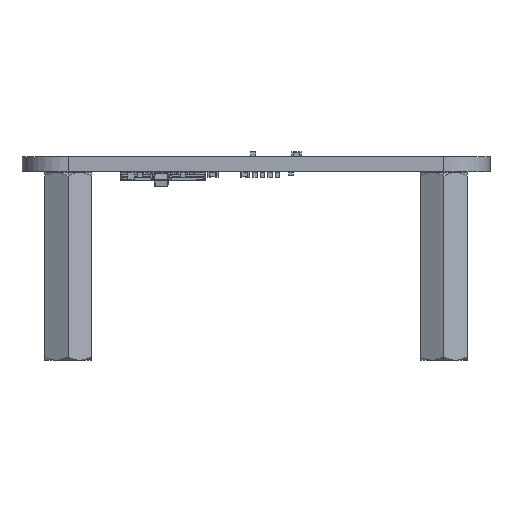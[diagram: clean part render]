
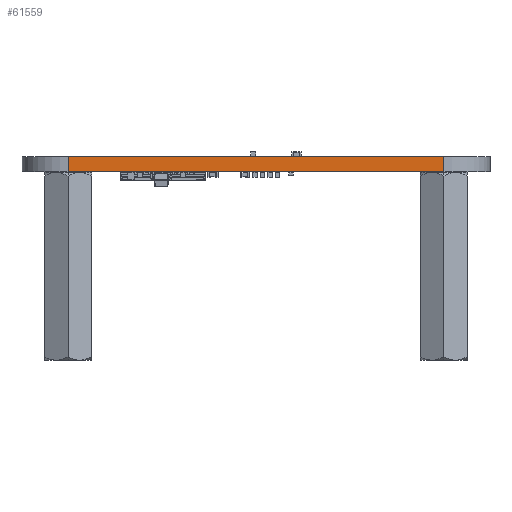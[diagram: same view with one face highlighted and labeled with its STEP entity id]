
A CAD part, left-side view. The second image highlights one B-rep face of the part: STEP entity #61559.
In plain terms, the highlighted planar face has unit normal (-1, 0, 0).
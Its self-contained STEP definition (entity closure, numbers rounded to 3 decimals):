
#58681 = CYLINDRICAL_SURFACE('',#58682,4.9);
#58682 = AXIS2_PLACEMENT_3D('',#58683,#58684,#58685);
#58683 = CARTESIAN_POINT('',(0.,-0.,0.));
#58684 = DIRECTION('',(-0.,-0.,-1.));
#58685 = DIRECTION('',(1.,0.,-0.));
#58709 = PLANE('',#58710);
#58710 = AXIS2_PLACEMENT_3D('',#58711,#58712,#58713);
#58711 = CARTESIAN_POINT('',(20.,-20.,1.6));
#58712 = DIRECTION('',(-0.,-0.,-1.));
#58713 = DIRECTION('',(-1.,0.,0.));
#58763 = PLANE('',#58764);
#58764 = AXIS2_PLACEMENT_3D('',#58765,#58766,#58767);
#58765 = CARTESIAN_POINT('',(20.,-20.,0.));
#58766 = DIRECTION('',(-0.,-0.,-1.));
#58767 = DIRECTION('',(-1.,0.,0.));
#58780 = VERTEX_POINT('',#58781);
#58781 = CARTESIAN_POINT('',(-4.9,0.,1.6));
#58807 = EDGE_CURVE('',#58808,#58780,#58810,.T.);
#58808 = VERTEX_POINT('',#58809);
#58809 = CARTESIAN_POINT('',(-4.9,-0.,0.));
#58810 = SURFACE_CURVE('',#58811,(#58815,#58822),.PCURVE_S1.);
#58811 = LINE('',#58812,#58813);
#58812 = CARTESIAN_POINT('',(-4.9,-0.,0.));
#58813 = VECTOR('',#58814,1.);
#58814 = DIRECTION('',(0.,0.,1.));
#58815 = PCURVE('',#58681,#58816);
#58816 = DEFINITIONAL_REPRESENTATION('',(#58817),#58821);
#58817 = LINE('',#58818,#58819);
#58818 = CARTESIAN_POINT('',(-3.142,0.));
#58819 = VECTOR('',#58820,1.);
#58820 = DIRECTION('',(-0.,-1.));
#58821 = ( GEOMETRIC_REPRESENTATION_CONTEXT(2) 
PARAMETRIC_REPRESENTATION_CONTEXT() REPRESENTATION_CONTEXT('2D SPACE',''
  ) );
#58822 = PCURVE('',#58823,#58828);
#58823 = PLANE('',#58824);
#58824 = AXIS2_PLACEMENT_3D('',#58825,#58826,#58827);
#58825 = CARTESIAN_POINT('',(-4.9,-40.,0.));
#58826 = DIRECTION('',(-1.,0.,0.));
#58827 = DIRECTION('',(0.,1.,0.));
#58828 = DEFINITIONAL_REPRESENTATION('',(#58829),#58833);
#58829 = LINE('',#58830,#58831);
#58830 = CARTESIAN_POINT('',(40.,0.));
#58831 = VECTOR('',#58832,1.);
#58832 = DIRECTION('',(0.,-1.));
#58833 = ( GEOMETRIC_REPRESENTATION_CONTEXT(2) 
PARAMETRIC_REPRESENTATION_CONTEXT() REPRESENTATION_CONTEXT('2D SPACE',''
  ) );
#59037 = VERTEX_POINT('',#59038);
#59038 = CARTESIAN_POINT('',(-4.9,-40.,0.));
#59057 = CYLINDRICAL_SURFACE('',#59058,4.9);
#59058 = AXIS2_PLACEMENT_3D('',#59059,#59060,#59061);
#59059 = CARTESIAN_POINT('',(0.,-40.,0.));
#59060 = DIRECTION('',(-0.,-0.,-1.));
#59061 = DIRECTION('',(1.,0.,-0.));
#59069 = EDGE_CURVE('',#59037,#58808,#59070,.T.);
#59070 = SURFACE_CURVE('',#59071,(#59075,#59082),.PCURVE_S1.);
#59071 = LINE('',#59072,#59073);
#59072 = CARTESIAN_POINT('',(-4.9,-40.,0.));
#59073 = VECTOR('',#59074,1.);
#59074 = DIRECTION('',(0.,1.,0.));
#59075 = PCURVE('',#58763,#59076);
#59076 = DEFINITIONAL_REPRESENTATION('',(#59077),#59081);
#59077 = LINE('',#59078,#59079);
#59078 = CARTESIAN_POINT('',(24.9,-20.));
#59079 = VECTOR('',#59080,1.);
#59080 = DIRECTION('',(0.,1.));
#59081 = ( GEOMETRIC_REPRESENTATION_CONTEXT(2) 
PARAMETRIC_REPRESENTATION_CONTEXT() REPRESENTATION_CONTEXT('2D SPACE',''
  ) );
#59082 = PCURVE('',#58823,#59083);
#59083 = DEFINITIONAL_REPRESENTATION('',(#59084),#59088);
#59084 = LINE('',#59085,#59086);
#59085 = CARTESIAN_POINT('',(0.,0.));
#59086 = VECTOR('',#59087,1.);
#59087 = DIRECTION('',(1.,0.));
#59088 = ( GEOMETRIC_REPRESENTATION_CONTEXT(2) 
PARAMETRIC_REPRESENTATION_CONTEXT() REPRESENTATION_CONTEXT('2D SPACE',''
  ) );
#60431 = VERTEX_POINT('',#60432);
#60432 = CARTESIAN_POINT('',(-4.9,-40.,1.6));
#60458 = EDGE_CURVE('',#60431,#58780,#60459,.T.);
#60459 = SURFACE_CURVE('',#60460,(#60464,#60471),.PCURVE_S1.);
#60460 = LINE('',#60461,#60462);
#60461 = CARTESIAN_POINT('',(-4.9,-40.,1.6));
#60462 = VECTOR('',#60463,1.);
#60463 = DIRECTION('',(0.,1.,0.));
#60464 = PCURVE('',#58709,#60465);
#60465 = DEFINITIONAL_REPRESENTATION('',(#60466),#60470);
#60466 = LINE('',#60467,#60468);
#60467 = CARTESIAN_POINT('',(24.9,-20.));
#60468 = VECTOR('',#60469,1.);
#60469 = DIRECTION('',(0.,1.));
#60470 = ( GEOMETRIC_REPRESENTATION_CONTEXT(2) 
PARAMETRIC_REPRESENTATION_CONTEXT() REPRESENTATION_CONTEXT('2D SPACE',''
  ) );
#60471 = PCURVE('',#58823,#60472);
#60472 = DEFINITIONAL_REPRESENTATION('',(#60473),#60477);
#60473 = LINE('',#60474,#60475);
#60474 = CARTESIAN_POINT('',(0.,-1.6));
#60475 = VECTOR('',#60476,1.);
#60476 = DIRECTION('',(1.,0.));
#60477 = ( GEOMETRIC_REPRESENTATION_CONTEXT(2) 
PARAMETRIC_REPRESENTATION_CONTEXT() REPRESENTATION_CONTEXT('2D SPACE',''
  ) );
#61559 = ADVANCED_FACE('',(#61560),#58823,.T.);
#61560 = FACE_BOUND('',#61561,.T.);
#61561 = EDGE_LOOP('',(#61562,#61583,#61584,#61585));
#61562 = ORIENTED_EDGE('',*,*,#61563,.T.);
#61563 = EDGE_CURVE('',#59037,#60431,#61564,.T.);
#61564 = SURFACE_CURVE('',#61565,(#61569,#61576),.PCURVE_S1.);
#61565 = LINE('',#61566,#61567);
#61566 = CARTESIAN_POINT('',(-4.9,-40.,0.));
#61567 = VECTOR('',#61568,1.);
#61568 = DIRECTION('',(0.,0.,1.));
#61569 = PCURVE('',#58823,#61570);
#61570 = DEFINITIONAL_REPRESENTATION('',(#61571),#61575);
#61571 = LINE('',#61572,#61573);
#61572 = CARTESIAN_POINT('',(0.,0.));
#61573 = VECTOR('',#61574,1.);
#61574 = DIRECTION('',(0.,-1.));
#61575 = ( GEOMETRIC_REPRESENTATION_CONTEXT(2) 
PARAMETRIC_REPRESENTATION_CONTEXT() REPRESENTATION_CONTEXT('2D SPACE',''
  ) );
#61576 = PCURVE('',#59057,#61577);
#61577 = DEFINITIONAL_REPRESENTATION('',(#61578),#61582);
#61578 = LINE('',#61579,#61580);
#61579 = CARTESIAN_POINT('',(-3.142,0.));
#61580 = VECTOR('',#61581,1.);
#61581 = DIRECTION('',(-0.,-1.));
#61582 = ( GEOMETRIC_REPRESENTATION_CONTEXT(2) 
PARAMETRIC_REPRESENTATION_CONTEXT() REPRESENTATION_CONTEXT('2D SPACE',''
  ) );
#61583 = ORIENTED_EDGE('',*,*,#60458,.T.);
#61584 = ORIENTED_EDGE('',*,*,#58807,.F.);
#61585 = ORIENTED_EDGE('',*,*,#59069,.F.);
